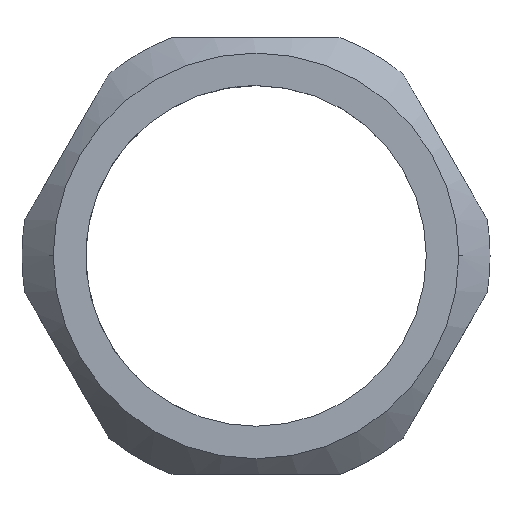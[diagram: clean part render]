
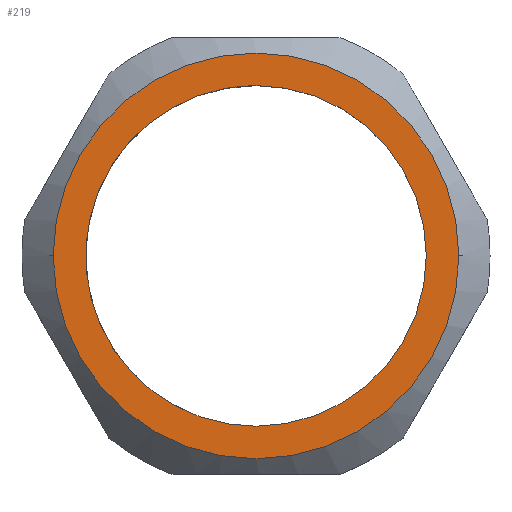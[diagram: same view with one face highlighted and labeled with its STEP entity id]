
A CAD part, top view. The second image highlights one B-rep face of the part: STEP entity #219.
In plain terms, the highlighted planar face has unit normal (0, 0, 1).
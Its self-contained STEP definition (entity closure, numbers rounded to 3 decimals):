
#95=AXIS2_PLACEMENT_3D('Circle Axis2P3D',#93,#94,$) ;
#172=AXIS2_PLACEMENT_3D('Plane Axis2P3D',#169,#170,#171) ;
#176=AXIS2_PLACEMENT_3D('Circle Axis2P3D',#174,#175,$) ;
#185=AXIS2_PLACEMENT_3D('Circle Axis2P3D',#183,#184,$) ;
#93=CARTESIAN_POINT('Axis2P3D Location',(7.5,7.,2.5)) ;
#97=CARTESIAN_POINT('Vertex',(7.5,12.459,2.5)) ;
#99=CARTESIAN_POINT('Vertex',(7.5,1.542,2.5)) ;
#169=CARTESIAN_POINT('Axis2P3D Location',(4.74,7.,2.5)) ;
#174=CARTESIAN_POINT('Axis2P3D Location',(7.5,7.,2.5)) ;
#178=CARTESIAN_POINT('Vertex',(14.,7.,2.5)) ;
#180=CARTESIAN_POINT('Vertex',(1.,7.,2.5)) ;
#183=CARTESIAN_POINT('Axis2P3D Location',(7.5,7.,2.5)) ;
#193=CARTESIAN_POINT('Control Point',(7.5,1.542,2.5)) ;
#194=CARTESIAN_POINT('Control Point',(6.928,1.542,2.5)) ;
#195=CARTESIAN_POINT('Control Point',(6.355,1.616,2.5)) ;
#196=CARTESIAN_POINT('Control Point',(5.796,1.767,2.5)) ;
#197=CARTESIAN_POINT('Control Point',(4.73,2.21,2.5)) ;
#198=CARTESIAN_POINT('Control Point',(3.815,2.912,2.5)) ;
#199=CARTESIAN_POINT('Control Point',(3.405,3.322,2.5)) ;
#200=CARTESIAN_POINT('Control Point',(2.704,4.239,2.5)) ;
#201=CARTESIAN_POINT('Control Point',(2.263,5.306,2.5)) ;
#202=CARTESIAN_POINT('Control Point',(2.114,5.865,2.5)) ;
#203=CARTESIAN_POINT('Control Point',(1.967,7.01,2.5)) ;
#204=CARTESIAN_POINT('Control Point',(2.119,8.154,2.5)) ;
#205=CARTESIAN_POINT('Control Point',(2.27,8.713,2.5)) ;
#206=CARTESIAN_POINT('Control Point',(2.715,9.779,2.5)) ;
#207=CARTESIAN_POINT('Control Point',(3.419,10.693,2.5)) ;
#208=CARTESIAN_POINT('Control Point',(3.83,11.101,2.5)) ;
#209=CARTESIAN_POINT('Control Point',(4.745,11.798,2.5)) ;
#210=CARTESIAN_POINT('Control Point',(5.808,12.237,2.5)) ;
#211=CARTESIAN_POINT('Control Point',(6.364,12.385,2.5)) ;
#212=CARTESIAN_POINT('Control Point',(6.932,12.458,2.5)) ;
#213=CARTESIAN_POINT('Control Point',(7.5,12.458,2.5)) ;
#94=DIRECTION('Axis2P3D Direction',(0.,0.,1.)) ;
#170=DIRECTION('Axis2P3D Direction',(0.,0.,1.)) ;
#171=DIRECTION('Axis2P3D XDirection',(0.,1.,0.)) ;
#175=DIRECTION('Axis2P3D Direction',(0.,0.,1.)) ;
#184=DIRECTION('Axis2P3D Direction',(0.,0.,1.)) ;
#189=ORIENTED_EDGE('',*,*,#182,.T.) ;
#190=ORIENTED_EDGE('',*,*,#187,.T.) ;
#216=ORIENTED_EDGE('',*,*,#101,.T.) ;
#217=ORIENTED_EDGE('',*,*,#214,.T.) ;
#218=FACE_BOUND('',#215,.T.) ;
#219=ADVANCED_FACE('Volumenk\X2\00F6\X0\rper1',(#191,#218),#173,.T.) ;
#192=B_SPLINE_CURVE_WITH_KNOTS('',5,(#193,#194,#195,#196,#197,#198,#199,#200,#201,#202,#203,#204,#205,#206,#207,#208,#209,#210,#211,#212,#213),.UNSPECIFIED.,.F.,.U.,(6,3,3,3,3,3,6),(0.,4.047,8.093,12.14,16.186,20.233,24.251),.UNSPECIFIED.) ;
#96=CIRCLE('generated circle',#95,5.459) ;
#177=CIRCLE('generated circle',#176,6.5) ;
#186=CIRCLE('generated circle',#185,6.5) ;
#101=EDGE_CURVE('',#98,#100,#96,.F.) ;
#182=EDGE_CURVE('',#179,#181,#177,.T.) ;
#187=EDGE_CURVE('',#181,#179,#186,.T.) ;
#214=EDGE_CURVE('',#100,#98,#192,.T.) ;
#188=EDGE_LOOP('',(#189,#190)) ;
#215=EDGE_LOOP('',(#216,#217)) ;
#191=FACE_OUTER_BOUND('',#188,.T.) ;
#173=PLANE('',#172) ;
#98=VERTEX_POINT('',#97) ;
#100=VERTEX_POINT('',#99) ;
#179=VERTEX_POINT('',#178) ;
#181=VERTEX_POINT('',#180) ;
